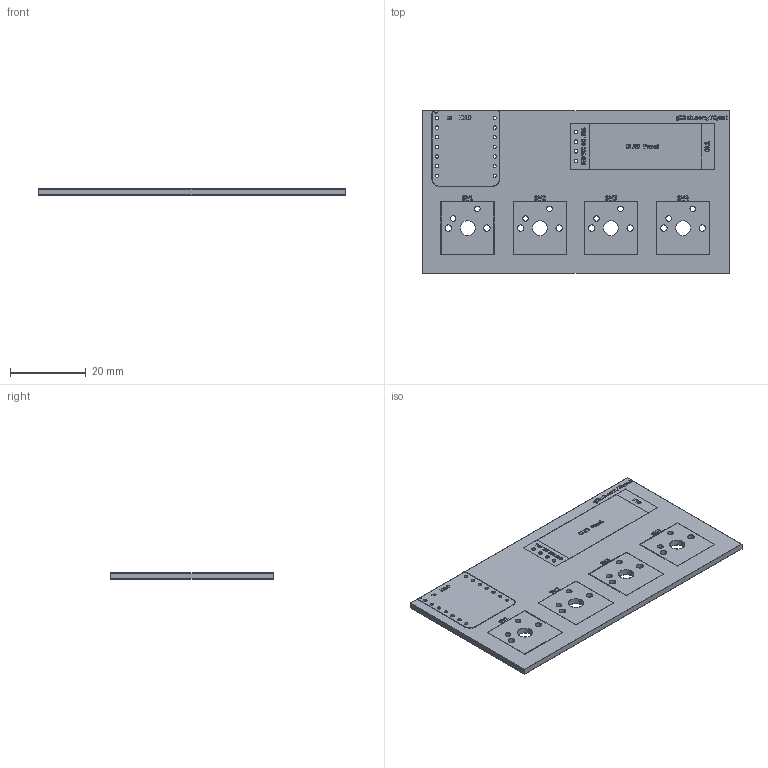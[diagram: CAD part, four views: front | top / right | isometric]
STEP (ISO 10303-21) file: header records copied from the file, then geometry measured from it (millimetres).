
FILE_DESCRIPTION(('KiCad electronic assembly'),'2;1');
FILE_NAME('usbcmacropad.step','2026-01-01T21:16:39',('Pcbnew'),('Kicad') ,'Open CASCADE STEP processor 7.8','KiCad to STEP converter','Unknown' );
FILE_SCHEMA(('AUTOMOTIVE_DESIGN { 1 0 10303 214 1 1 1 1 }'));
Length unit declared in the file: millimetre
Products named in the file (5): usbcmacropad 1; usbcmacropad_silkscreen; usbcmacropad_soldermask; usbcmacropad_PCB
Assembly tree (4 placements, depth 2):
  usbcmacropad 1
    usbcmacropad_silkscreen
    usbcmacropad_soldermask
    usbcmacropad_soldermask
    usbcmacropad_PCB
Bounding box: 80.96 x 42.86 x 1.64 mm (x, y, z)
Volume: 5097.6 mm3; surface area: 14212.8 mm2
Topology: 1 solids, 70 shells, 113 faces, 1435 edges, 1393 vertices
Faces by surface type: plane 75, cylinder 38
Full cylindrical faces by diameter (mm): 0.889 x14, 1 x4, 1.5 x8, 1.7 x8, 4 x4
Entity records: 14078 total; most frequent: CARTESIAN_POINT 2946, DIRECTION 2110, ORIENTED_EDGE 1561, EDGE_CURVE 1435, VERTEX_POINT 1393, LINE 996, VECTOR 996, AXIS2_PLACEMENT_3D 557
